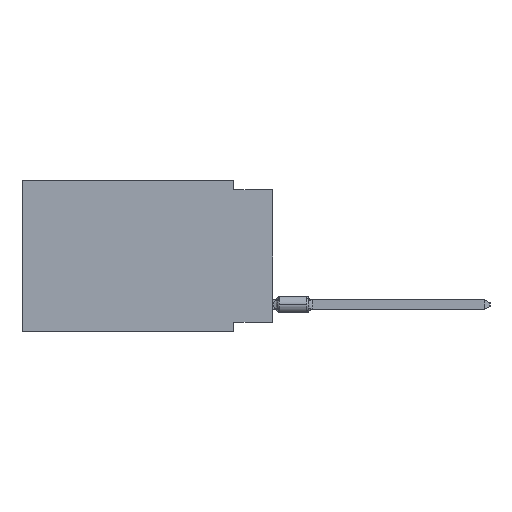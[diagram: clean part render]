
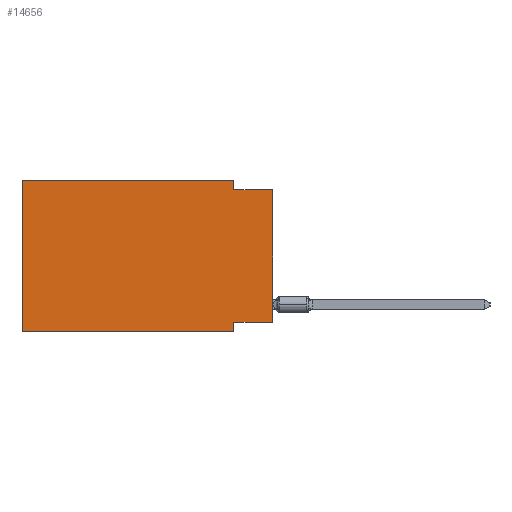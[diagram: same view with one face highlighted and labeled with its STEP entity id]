
A CAD part, left-side view. The second image highlights one B-rep face of the part: STEP entity #14656.
In plain terms, the highlighted planar face has unit normal (-1, 0, 0).
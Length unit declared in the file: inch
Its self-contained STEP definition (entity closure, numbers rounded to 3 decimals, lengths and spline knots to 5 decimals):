
#141 = DIRECTION ( 'NONE',  ( 0., 0., 1. ) ) ;
#477 = LINE ( 'NONE', #8635, #18457 ) ;
#1331 = VERTEX_POINT ( 'NONE', #26150 ) ;
#1766 = LINE ( 'NONE', #26273, #7857 ) ;
#2765 = LINE ( 'NONE', #19241, #22020 ) ;
#2827 = VECTOR ( 'NONE', #23175, 39.37008 ) ;
#3065 = EDGE_CURVE ( 'NONE', #7926, #24043, #18868, .T. ) ;
#3315 = VECTOR ( 'NONE', #20739, 39.37008 ) ;
#3717 = ORIENTED_EDGE ( 'NONE', *, *, #20022, .T. ) ;
#3796 = CARTESIAN_POINT ( 'NONE',  ( 0., 0.645, -0.39 ) ) ;
#3854 = CARTESIAN_POINT ( 'NONE',  ( 0., 0., -0.025 ) ) ;
#4878 = FACE_OUTER_BOUND ( 'NONE', #25075, .T. ) ;
#4963 = CARTESIAN_POINT ( 'NONE',  ( 0., 0., -0.365 ) ) ;
#5237 = LINE ( 'NONE', #4963, #15249 ) ;
#5992 = DIRECTION ( 'NONE',  ( 0., 0., -1. ) ) ;
#6054 = CARTESIAN_POINT ( 'NONE',  ( 0., 0.1, -0.025 ) ) ;
#6385 = ORIENTED_EDGE ( 'NONE', *, *, #12230, .F. ) ;
#6838 = LINE ( 'NONE', #15011, #2827 ) ;
#7008 = DIRECTION ( 'NONE',  ( 1., 0., 0. ) ) ;
#7664 = DIRECTION ( 'NONE',  ( 0., -1., 0. ) ) ;
#7857 = VECTOR ( 'NONE', #141, 39.37008 ) ;
#7926 = VERTEX_POINT ( 'NONE', #8686 ) ;
#8635 = CARTESIAN_POINT ( 'NONE',  ( 0., 0.1, -0.39 ) ) ;
#8686 = CARTESIAN_POINT ( 'NONE',  ( 0., 0.1, 0. ) ) ;
#9199 = VERTEX_POINT ( 'NONE', #24834 ) ;
#9884 = EDGE_CURVE ( 'NONE', #9199, #20047, #477, .T. ) ;
#10524 = VECTOR ( 'NONE', #7664, 39.37008 ) ;
#10590 = VERTEX_POINT ( 'NONE', #13957 ) ;
#11438 = EDGE_CURVE ( 'NONE', #18214, #7926, #13604, .T. ) ;
#11598 = DIRECTION ( 'NONE',  ( 0., -1., 0. ) ) ;
#12043 = EDGE_CURVE ( 'NONE', #1331, #20047, #20382, .T. ) ;
#12230 = EDGE_CURVE ( 'NONE', #10590, #9199, #5237, .T. ) ;
#12808 = VECTOR ( 'NONE', #11598, 39.37008 ) ;
#12832 = ORIENTED_EDGE ( 'NONE', *, *, #11438, .F. ) ;
#13604 = LINE ( 'NONE', #17743, #12808 ) ;
#13957 = CARTESIAN_POINT ( 'NONE',  ( 0., 0., -0.365 ) ) ;
#14656 = ADVANCED_FACE ( 'NONE', ( #4878 ), #21075, .F. ) ;
#14732 = ORIENTED_EDGE ( 'NONE', *, *, #12043, .T. ) ;
#14963 = CARTESIAN_POINT ( 'NONE',  ( 0., 0.1, -0.39 ) ) ;
#15011 = CARTESIAN_POINT ( 'NONE',  ( 0., 0., -0.025 ) ) ;
#15156 = ORIENTED_EDGE ( 'NONE', *, *, #24236, .F. ) ;
#15249 = VECTOR ( 'NONE', #17683, 39.37008 ) ;
#17204 = CARTESIAN_POINT ( 'NONE',  ( 0., 0.645, 0. ) ) ;
#17236 = DIRECTION ( 'NONE',  ( 0., 0., 1. ) ) ;
#17497 = ORIENTED_EDGE ( 'NONE', *, *, #9884, .F. ) ;
#17683 = DIRECTION ( 'NONE',  ( 0., 1., 0. ) ) ;
#17743 = CARTESIAN_POINT ( 'NONE',  ( 0., 0.645, 0. ) ) ;
#18214 = VERTEX_POINT ( 'NONE', #18338 ) ;
#18338 = CARTESIAN_POINT ( 'NONE',  ( 0., 0.645, 0. ) ) ;
#18353 = ORIENTED_EDGE ( 'NONE', *, *, #3065, .F. ) ;
#18457 = VECTOR ( 'NONE', #5992, 39.37008 ) ;
#18732 = CARTESIAN_POINT ( 'NONE',  ( 0., 0.1, 0. ) ) ;
#18868 = LINE ( 'NONE', #18732, #3315 ) ;
#19055 = EDGE_CURVE ( 'NONE', #1331, #18214, #1766, .T. ) ;
#19241 = CARTESIAN_POINT ( 'NONE',  ( 0., 0., 0. ) ) ;
#20022 = EDGE_CURVE ( 'NONE', #10590, #24380, #2765, .T. ) ;
#20047 = VERTEX_POINT ( 'NONE', #14963 ) ;
#20382 = LINE ( 'NONE', #3796, #10524 ) ;
#20739 = DIRECTION ( 'NONE',  ( 0., 0., -1. ) ) ;
#21075 = PLANE ( 'NONE',  #21303 ) ;
#21303 = AXIS2_PLACEMENT_3D ( 'NONE', #17204, #7008, #25367 ) ;
#22020 = VECTOR ( 'NONE', #17236, 39.37008 ) ;
#23175 = DIRECTION ( 'NONE',  ( 0., -1., 0. ) ) ;
#24043 = VERTEX_POINT ( 'NONE', #6054 ) ;
#24236 = EDGE_CURVE ( 'NONE', #24043, #24380, #6838, .T. ) ;
#24380 = VERTEX_POINT ( 'NONE', #3854 ) ;
#24834 = CARTESIAN_POINT ( 'NONE',  ( 0., 0.1, -0.365 ) ) ;
#25024 = ORIENTED_EDGE ( 'NONE', *, *, #19055, .F. ) ;
#25075 = EDGE_LOOP ( 'NONE', ( #3717, #15156, #18353, #12832, #25024, #14732, #17497, #6385 ) ) ;
#25367 = DIRECTION ( 'NONE',  ( 0., 0., -1. ) ) ;
#26150 = CARTESIAN_POINT ( 'NONE',  ( 0., 0.645, -0.39 ) ) ;
#26273 = CARTESIAN_POINT ( 'NONE',  ( 0., 0.645, 0. ) ) ;
